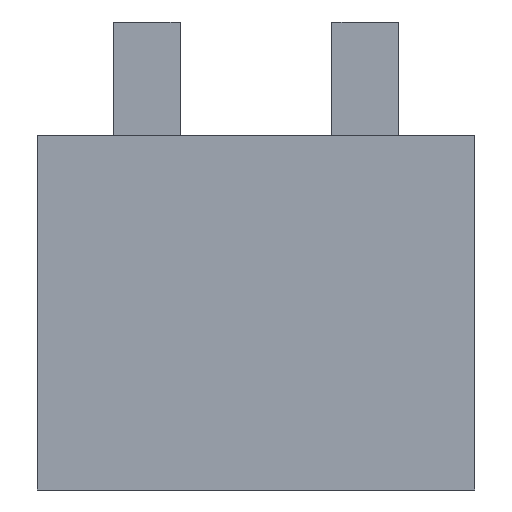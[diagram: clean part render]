
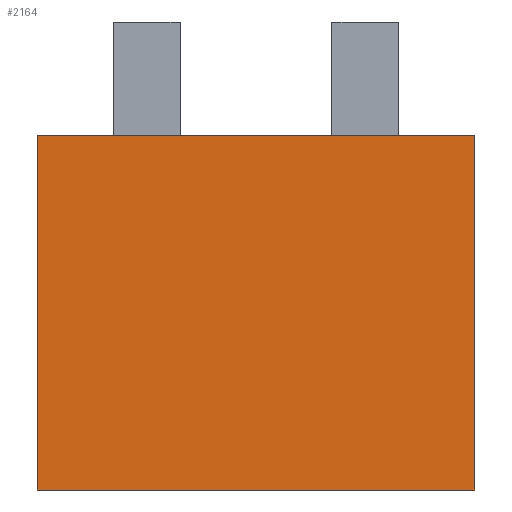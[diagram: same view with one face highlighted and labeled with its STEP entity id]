
A CAD part, front view. The second image highlights one B-rep face of the part: STEP entity #2164.
In plain terms, the highlighted planar face has unit normal (0, -1, 0).
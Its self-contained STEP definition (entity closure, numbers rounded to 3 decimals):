
#2164=ADVANCED_FACE('',(#3987),#3989,.T.);
#3987=FACE_BOUND('',#3988,.T.);
#3988=EDGE_LOOP('',(#5293,#5294,#5295,#5296));
#3989=PLANE('',#3990);
#3990=AXIS2_PLACEMENT_3D('',#3991,#3992,#3993);
#3991=CARTESIAN_POINT('',(-3.27,-4.95,0.));
#3992=DIRECTION('',(0.,-1.,0.));
#3993=DIRECTION('',(1.,0.,0.));
#5293=ORIENTED_EDGE('',*,*,#6288,.T.);
#5294=ORIENTED_EDGE('',*,*,#6289,.T.);
#5295=ORIENTED_EDGE('',*,*,#5603,.F.);
#5296=ORIENTED_EDGE('',*,*,#6286,.F.);
#5603=EDGE_CURVE('',#6354,#6356,#6357,.T.);
#6286=EDGE_CURVE('',#7489,#6354,#7491,.T.);
#6288=EDGE_CURVE('',#7489,#7493,#7494,.T.);
#6289=EDGE_CURVE('',#7493,#6356,#7495,.T.);
#6354=VERTEX_POINT('',#7625);
#6356=VERTEX_POINT('',#7629);
#6357=LINE('',#7630,#7631);
#7489=VERTEX_POINT('',#10284);
#7491=LINE('',#10288,#10289);
#7493=VERTEX_POINT('',#10294);
#7494=LINE('',#10295,#10296);
#7495=LINE('',#10298,#10299);
#7625=CARTESIAN_POINT('',(-3.27,-4.95,5.3));
#7629=CARTESIAN_POINT('',(3.27,-4.95,5.3));
#7630=CARTESIAN_POINT('',(-3.27,-4.95,5.3));
#7631=VECTOR('',#7632,1.);
#7632=DIRECTION('',(1.,0.,0.));
#10284=CARTESIAN_POINT('',(-3.27,-4.95,0.));
#10288=CARTESIAN_POINT('',(-3.27,-4.95,0.));
#10289=VECTOR('',#10290,1.);
#10290=DIRECTION('',(0.,0.,1.));
#10294=CARTESIAN_POINT('',(3.27,-4.95,0.));
#10295=CARTESIAN_POINT('',(-3.27,-4.95,0.));
#10296=VECTOR('',#10297,1.);
#10297=DIRECTION('',(1.,0.,0.));
#10298=CARTESIAN_POINT('',(3.27,-4.95,0.));
#10299=VECTOR('',#10300,1.);
#10300=DIRECTION('',(0.,0.,1.));
